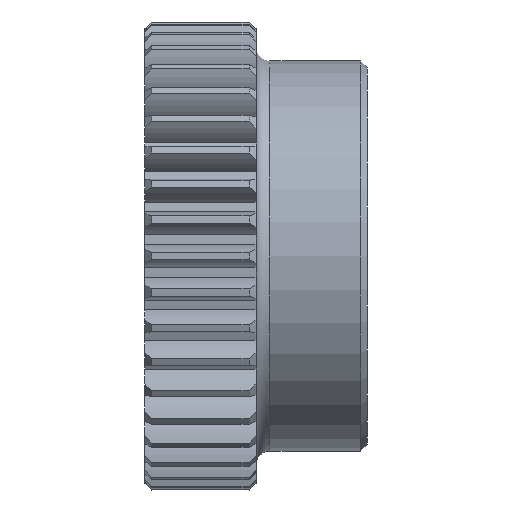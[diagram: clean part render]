
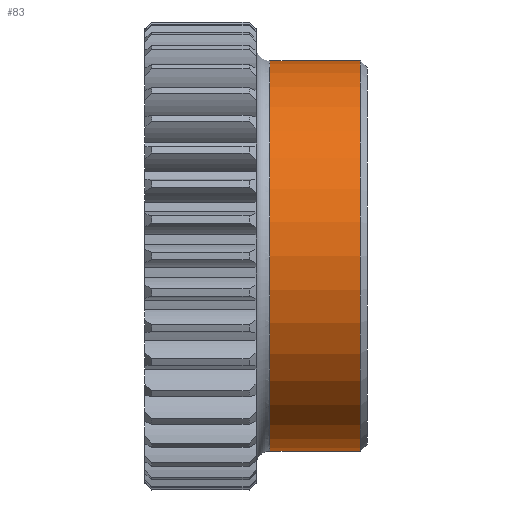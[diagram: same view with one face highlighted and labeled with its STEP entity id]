
A CAD part, front view. The second image highlights one B-rep face of the part: STEP entity #83.
In plain terms, the highlighted cylindrical face has radius 14 mm (diameter 28 mm), a full revolution.
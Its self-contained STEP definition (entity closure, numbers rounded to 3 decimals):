
#83 = ADVANCED_FACE( '', ( #386, #387, #388 ), #389, .T. );
#386 = FACE_OUTER_BOUND( '', #985, .T. );
#387 = FACE_BOUND( '', #986, .T. );
#388 = FACE_OUTER_BOUND( '', #987, .T. );
#389 = CYLINDRICAL_SURFACE( '', #988, 14. );
#985 = EDGE_LOOP( '', ( #1786 ) );
#986 = EDGE_LOOP( '', ( #1787 ) );
#987 = EDGE_LOOP( '', ( #1788 ) );
#988 = AXIS2_PLACEMENT_3D( '', #1789, #1790, #1791 );
#1786 = ORIENTED_EDGE( '', *, *, #4179, .T. );
#1787 = ORIENTED_EDGE( '', *, *, #4180, .T. );
#1788 = ORIENTED_EDGE( '', *, *, #4181, .F. );
#1789 = CARTESIAN_POINT( '', ( 16., 0., 0. ) );
#1790 = DIRECTION( '', ( -1., 0., 0. ) );
#1791 = DIRECTION( '', ( 0., 0., -1. ) );
#4179 = EDGE_CURVE( '', #5130, #5130, #5131, .T. );
#4180 = EDGE_CURVE( '', #5132, #5132, #5133, .T. );
#4181 = EDGE_CURVE( '', #5134, #5134, #5135, .T. );
#5130 = VERTEX_POINT( '', #6428 );
#5131 = CIRCLE( '', #6429, 14. );
#5132 = VERTEX_POINT( '', #6430 );
#5133 = B_SPLINE_CURVE_WITH_KNOTS( '', 3, ( #6431, #6432, #6433, #6434, #6435, #6436, #6437, #6438, #6439, #6440, #6441, #6442, #6443, #6444, #6445, #6446, #6447, #6448, #6449, #6450, #6451, #6452, #6453, #6454, #6455, #6456, #6457, #6458, #6459, #6460, #6461, #6462, #6463, #6464, #6465, #6466, #6467, #6468, #6469, #6470, #6471, #6472, #6473, #6474, #6475, #6476, #6477, #6478, #6479, #6480, #6481, #6482, #6483, #6484 ), .UNSPECIFIED., .T., .F., ( 2, 2, 2, 2, 2, 2, 2, 2, 2, 2, 2, 2, 2, 2, 2, 2, 2, 2, 2, 2, 2, 2, 2, 2, 2, 2, 2, 2, 2 ), ( -0.001, 0., 0., 0.001, 0.001, 0.002, 0.002, 0.003, 0.004, 0.004, 0.005, 0.005, 0.006, 0.006, 0.007, 0.007, 0.008, 0.008, 0.008, 0.009, 0.009, 0.01, 0.01, 0.01, 0.011, 0.011, 0.011, 0.012, 0.013 ), .UNSPECIFIED. );
#5134 = VERTEX_POINT( '', #6485 );
#5135 = CIRCLE( '', #6486, 14. );
#6428 = CARTESIAN_POINT( '', ( 9., 0., -14. ) );
#6429 = AXIS2_PLACEMENT_3D( '', #8564, #8565, #8566 );
#6430 = CARTESIAN_POINT( '', ( 10.63, 13.933, -1.364 ) );
#6431 = CARTESIAN_POINT( '', ( 10.438, 13.95, -1.195 ) );
#6432 = CARTESIAN_POINT( '', ( 10.725, 13.925, -1.448 ) );
#6433 = CARTESIAN_POINT( '', ( 10.828, 13.917, -1.522 ) );
#6434 = CARTESIAN_POINT( '', ( 11.046, 13.902, -1.651 ) );
#6435 = CARTESIAN_POINT( '', ( 11.163, 13.896, -1.706 ) );
#6436 = CARTESIAN_POINT( '', ( 11.401, 13.885, -1.792 ) );
#6437 = CARTESIAN_POINT( '', ( 11.523, 13.881, -1.824 ) );
#6438 = CARTESIAN_POINT( '', ( 11.774, 13.875, -1.866 ) );
#6439 = CARTESIAN_POINT( '', ( 11.902, 13.874, -1.875 ) );
#6440 = CARTESIAN_POINT( '', ( 12.28, 13.874, -1.871 ) );
#6441 = CARTESIAN_POINT( '', ( 12.535, 13.881, -1.821 ) );
#6442 = CARTESIAN_POINT( '', ( 13.005, 13.904, -1.637 ) );
#6443 = CARTESIAN_POINT( '', ( 13.225, 13.92, -1.5 ) );
#6444 = CARTESIAN_POINT( '', ( 13.593, 13.953, -1.157 ) );
#6445 = CARTESIAN_POINT( '', ( 13.746, 13.97, -0.947 ) );
#6446 = CARTESIAN_POINT( '', ( 13.899, 13.988, -0.601 ) );
#6447 = CARTESIAN_POINT( '', ( 13.938, 13.992, -0.478 ) );
#6448 = CARTESIAN_POINT( '', ( 13.989, 13.999, -0.229 ) );
#6449 = CARTESIAN_POINT( '', ( 14.002, 14., -0.104 ) );
#6450 = CARTESIAN_POINT( '', ( 13.996, 14., 0.278 ) );
#6451 = CARTESIAN_POINT( '', ( 13.937, 13.992, 0.531 ) );
#6452 = CARTESIAN_POINT( '', ( 13.773, 13.973, 0.875 ) );
#6453 = CARTESIAN_POINT( '', ( 13.707, 13.966, 0.983 ) );
#6454 = CARTESIAN_POINT( '', ( 13.554, 13.95, 1.185 ) );
#6455 = CARTESIAN_POINT( '', ( 13.466, 13.942, 1.279 ) );
#6456 = CARTESIAN_POINT( '', ( 13.182, 13.917, 1.53 ) );
#6457 = CARTESIAN_POINT( '', ( 12.958, 13.901, 1.661 ) );
#6458 = CARTESIAN_POINT( '', ( 12.602, 13.885, 1.791 ) );
#6459 = CARTESIAN_POINT( '', ( 12.478, 13.881, 1.823 ) );
#6460 = CARTESIAN_POINT( '', ( 12.227, 13.875, 1.866 ) );
#6461 = CARTESIAN_POINT( '', ( 12.101, 13.874, 1.875 ) );
#6462 = CARTESIAN_POINT( '', ( 11.848, 13.874, 1.872 ) );
#6463 = CARTESIAN_POINT( '', ( 11.72, 13.876, 1.859 ) );
#6464 = CARTESIAN_POINT( '', ( 11.471, 13.882, 1.811 ) );
#6465 = CARTESIAN_POINT( '', ( 11.35, 13.887, 1.776 ) );
#6466 = CARTESIAN_POINT( '', ( 11.114, 13.898, 1.684 ) );
#6467 = CARTESIAN_POINT( '', ( 10.999, 13.905, 1.626 ) );
#6468 = CARTESIAN_POINT( '', ( 10.785, 13.92, 1.493 ) );
#6469 = CARTESIAN_POINT( '', ( 10.685, 13.928, 1.416 ) );
#6470 = CARTESIAN_POINT( '', ( 10.499, 13.945, 1.243 ) );
#6471 = CARTESIAN_POINT( '', ( 10.414, 13.953, 1.147 ) );
#6472 = CARTESIAN_POINT( '', ( 10.267, 13.969, 0.943 ) );
#6473 = CARTESIAN_POINT( '', ( 10.204, 13.976, 0.834 ) );
#6474 = CARTESIAN_POINT( '', ( 10.101, 13.988, 0.6 ) );
#6475 = CARTESIAN_POINT( '', ( 10.062, 13.992, 0.479 ) );
#6476 = CARTESIAN_POINT( '', ( 10.011, 13.999, 0.232 ) );
#6477 = CARTESIAN_POINT( '', ( 9.998, 14., 0.103 ) );
#6478 = CARTESIAN_POINT( '', ( 10.002, 14., -0.151 ) );
#6479 = CARTESIAN_POINT( '', ( 10.017, 13.998, -0.276 ) );
#6480 = CARTESIAN_POINT( '', ( 10.075, 13.991, -0.524 ) );
#6481 = CARTESIAN_POINT( '', ( 10.118, 13.986, -0.646 ) );
#6482 = CARTESIAN_POINT( '', ( 10.281, 13.967, -0.988 ) );
#6483 = CARTESIAN_POINT( '', ( 10.438, 13.95, -1.195 ) );
#6484 = CARTESIAN_POINT( '', ( 10.725, 13.925, -1.448 ) );
#6485 = CARTESIAN_POINT( '', ( 15.5, 0., -14. ) );
#6486 = AXIS2_PLACEMENT_3D( '', #8567, #8568, #8569 );
#8564 = CARTESIAN_POINT( '', ( 9., 0., 0. ) );
#8565 = DIRECTION( '', ( 1., 0., 0. ) );
#8566 = DIRECTION( '', ( 0., 0., -1. ) );
#8567 = CARTESIAN_POINT( '', ( 15.5, 0., 0. ) );
#8568 = DIRECTION( '', ( 1., 0., 0. ) );
#8569 = DIRECTION( '', ( 0., 0., -1. ) );
